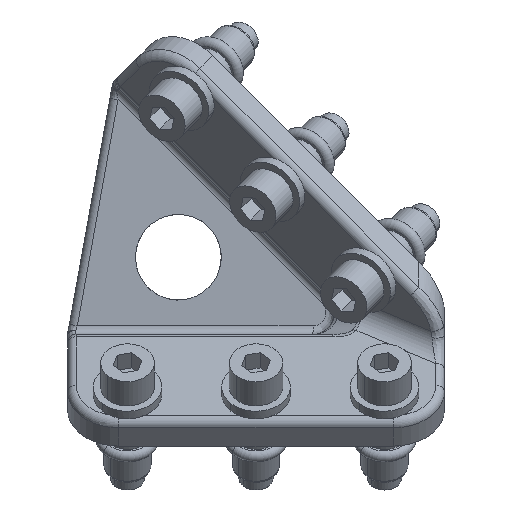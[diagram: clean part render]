
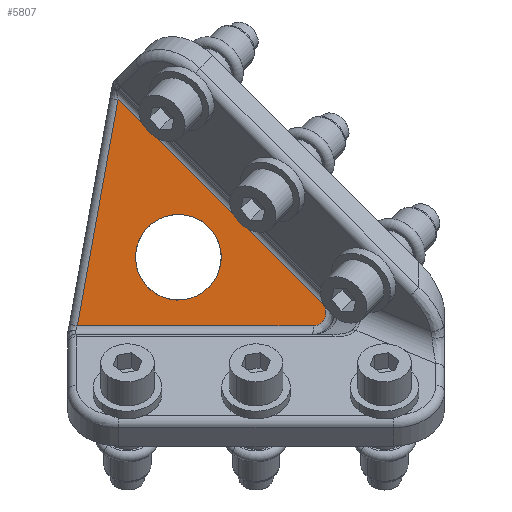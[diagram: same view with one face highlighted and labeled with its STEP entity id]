
A CAD part, front view. The second image highlights one B-rep face of the part: STEP entity #5807.
In plain terms, the highlighted planar face has unit normal (-0.034, -0.999, 0.006).
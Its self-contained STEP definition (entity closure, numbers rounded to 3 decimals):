
#3181=CARTESIAN_POINT('Vertex',(-152.202,-6.067,102.761)) ;
#3184=CARTESIAN_POINT('Line Origine',(-128.045,-7.047,78.604)) ;
#3188=CARTESIAN_POINT('Vertex',(-104.55,-7.999,55.109)) ;
#5710=CARTESIAN_POINT('Control Point',(-106.671,-7.958,49.988)) ;
#5711=CARTESIAN_POINT('Control Point',(-106.549,-7.962,49.988)) ;
#5712=CARTESIAN_POINT('Control Point',(-106.428,-7.966,49.994)) ;
#5713=CARTESIAN_POINT('Control Point',(-106.306,-7.971,50.006)) ;
#5714=CARTESIAN_POINT('Control Point',(-105.706,-7.991,50.098)) ;
#5715=CARTESIAN_POINT('Control Point',(-105.136,-8.009,50.341)) ;
#5716=CARTESIAN_POINT('Control Point',(-104.727,-8.021,50.625)) ;
#5717=CARTESIAN_POINT('Control Point',(-104.046,-8.04,51.342)) ;
#5718=CARTESIAN_POINT('Control Point',(-103.698,-8.046,52.268)) ;
#5719=CARTESIAN_POINT('Control Point',(-103.62,-8.046,52.76)) ;
#5720=CARTESIAN_POINT('Control Point',(-103.66,-8.039,53.583)) ;
#5721=CARTESIAN_POINT('Control Point',(-103.963,-8.024,54.339)) ;
#5722=CARTESIAN_POINT('Control Point',(-104.125,-8.017,54.622)) ;
#5723=CARTESIAN_POINT('Control Point',(-104.322,-8.009,54.881)) ;
#5724=CARTESIAN_POINT('Control Point',(-104.55,-7.999,55.109)) ;
#5725=CARTESIAN_POINT('Vertex',(-106.671,-7.958,49.988)) ;
#5743=CARTESIAN_POINT('Axis2P3D Location',(-153.442,-6.,106.773)) ;
#5749=CARTESIAN_POINT('Control Point',(-161.682,-6.067,49.988)) ;
#5750=CARTESIAN_POINT('Control Point',(-106.671,-7.958,49.988)) ;
#5751=CARTESIAN_POINT('Vertex',(-161.682,-6.067,49.988)) ;
#5754=CARTESIAN_POINT('Line Origine',(-156.821,-6.067,77.045)) ;
#5766=CARTESIAN_POINT('Control Point',(-129.349,-7.05,70.794)) ;
#5767=CARTESIAN_POINT('Control Point',(-130.342,-7.005,72.612)) ;
#5768=CARTESIAN_POINT('Control Point',(-131.805,-6.945,74.172)) ;
#5769=CARTESIAN_POINT('Control Point',(-133.651,-6.875,75.311)) ;
#5770=CARTESIAN_POINT('Control Point',(-136.726,-6.763,76.225)) ;
#5771=CARTESIAN_POINT('Control Point',(-139.844,-6.658,75.933)) ;
#5772=CARTESIAN_POINT('Control Point',(-140.865,-6.624,75.701)) ;
#5773=CARTESIAN_POINT('Control Point',(-143.802,-6.53,74.618)) ;
#5774=CARTESIAN_POINT('Control Point',(-146.181,-6.461,72.466)) ;
#5775=CARTESIAN_POINT('Control Point',(-147.354,-6.432,70.641)) ;
#5776=CARTESIAN_POINT('Control Point',(-148.345,-6.418,67.512)) ;
#5777=CARTESIAN_POINT('Control Point',(-148.076,-6.447,64.315)) ;
#5778=CARTESIAN_POINT('Control Point',(-147.828,-6.462,63.222)) ;
#5779=CARTESIAN_POINT('Control Point',(-147.431,-6.482,62.177)) ;
#5780=CARTESIAN_POINT('Control Point',(-146.901,-6.506,61.206)) ;
#5781=CARTESIAN_POINT('Vertex',(-129.349,-7.05,70.794)) ;
#5783=CARTESIAN_POINT('Vertex',(-146.901,-6.506,61.206)) ;
#5787=CARTESIAN_POINT('Control Point',(-146.901,-6.506,61.206)) ;
#5788=CARTESIAN_POINT('Control Point',(-145.908,-6.552,59.388)) ;
#5789=CARTESIAN_POINT('Control Point',(-144.445,-6.611,57.828)) ;
#5790=CARTESIAN_POINT('Control Point',(-142.599,-6.682,56.689)) ;
#5791=CARTESIAN_POINT('Control Point',(-139.524,-6.793,55.775)) ;
#5792=CARTESIAN_POINT('Control Point',(-136.406,-6.899,56.067)) ;
#5793=CARTESIAN_POINT('Control Point',(-135.385,-6.932,56.299)) ;
#5794=CARTESIAN_POINT('Control Point',(-132.447,-7.027,57.382)) ;
#5795=CARTESIAN_POINT('Control Point',(-130.068,-7.095,59.534)) ;
#5796=CARTESIAN_POINT('Control Point',(-128.896,-7.124,61.359)) ;
#5797=CARTESIAN_POINT('Control Point',(-127.905,-7.139,64.488)) ;
#5798=CARTESIAN_POINT('Control Point',(-128.174,-7.11,67.685)) ;
#5799=CARTESIAN_POINT('Control Point',(-128.422,-7.095,68.778)) ;
#5800=CARTESIAN_POINT('Control Point',(-128.818,-7.074,69.823)) ;
#5801=CARTESIAN_POINT('Control Point',(-129.349,-7.05,70.794)) ;
#3185=DIRECTION('Vector Direction',(-0.707,0.029,0.707)) ;
#5744=DIRECTION('Axis2P3D Direction',(-0.034,-0.999,0.006)) ;
#5745=DIRECTION('Axis2P3D XDirection',(-0.177,0.,-0.984)) ;
#5755=DIRECTION('Vector Direction',(-0.177,0.,-0.984)) ;
#5746=AXIS2_PLACEMENT_3D('Plane Axis2P3D',#5743,#5744,#5745) ;
#5760=ORIENTED_EDGE('',*,*,#5753,.T.) ;
#5761=ORIENTED_EDGE('',*,*,#5727,.T.) ;
#5762=ORIENTED_EDGE('',*,*,#3190,.T.) ;
#5763=ORIENTED_EDGE('',*,*,#5758,.F.) ;
#5804=ORIENTED_EDGE('',*,*,#5785,.F.) ;
#5805=ORIENTED_EDGE('',*,*,#5802,.F.) ;
#5806=FACE_BOUND('',#5803,.T.) ;
#3186=VECTOR('Line Direction',#3185,1.) ;
#5756=VECTOR('Line Direction',#5755,1.) ;
#5807=ADVANCED_FACE('PartBody',(#5764,#5806),#5747,.T.) ;
#5709=B_SPLINE_CURVE_WITH_KNOTS('',5,(#5710,#5711,#5712,#5713,#5714,#5715,#5716,#5717,#5718,#5719,#5720,#5721,#5722,#5723,#5724),.UNSPECIFIED.,.F.,.U.,(6,3,3,3,6),(11.452,12.637,17.348,22.059,25.194),.UNSPECIFIED.) ;
#5748=B_SPLINE_CURVE_WITH_KNOTS('',1,(#5749,#5750),.UNSPECIFIED.,.F.,.U.,(2,2),(-29.327,25.716),.UNSPECIFIED.) ;
#5765=B_SPLINE_CURVE_WITH_KNOTS('',5,(#5766,#5767,#5768,#5769,#5770,#5771,#5772,#5773,#5774,#5775,#5776,#5777,#5778,#5779,#5780),.UNSPECIFIED.,.F.,.U.,(6,3,3,3,6),(0.,14.647,21.973,36.614,44.442),.UNSPECIFIED.) ;
#5786=B_SPLINE_CURVE_WITH_KNOTS('',5,(#5787,#5788,#5789,#5790,#5791,#5792,#5793,#5794,#5795,#5796,#5797,#5798,#5799,#5800,#5801),.UNSPECIFIED.,.F.,.U.,(6,3,3,3,6),(0.,14.647,21.973,36.614,44.442),.UNSPECIFIED.) ;
#3190=EDGE_CURVE('',#3189,#3182,#3187,.T.) ;
#5727=EDGE_CURVE('',#5726,#3189,#5709,.T.) ;
#5753=EDGE_CURVE('',#5752,#5726,#5748,.T.) ;
#5758=EDGE_CURVE('',#5752,#3182,#5757,.F.) ;
#5785=EDGE_CURVE('',#5782,#5784,#5765,.T.) ;
#5802=EDGE_CURVE('',#5784,#5782,#5786,.T.) ;
#5759=EDGE_LOOP('',(#5760,#5761,#5762,#5763)) ;
#5803=EDGE_LOOP('',(#5804,#5805)) ;
#5764=FACE_OUTER_BOUND('',#5759,.T.) ;
#3187=LINE('Line',#3184,#3186) ;
#5757=LINE('Line',#5754,#5756) ;
#5747=PLANE('',#5746) ;
#3182=VERTEX_POINT('',#3181) ;
#3189=VERTEX_POINT('',#3188) ;
#5726=VERTEX_POINT('',#5725) ;
#5752=VERTEX_POINT('',#5751) ;
#5782=VERTEX_POINT('',#5781) ;
#5784=VERTEX_POINT('',#5783) ;
